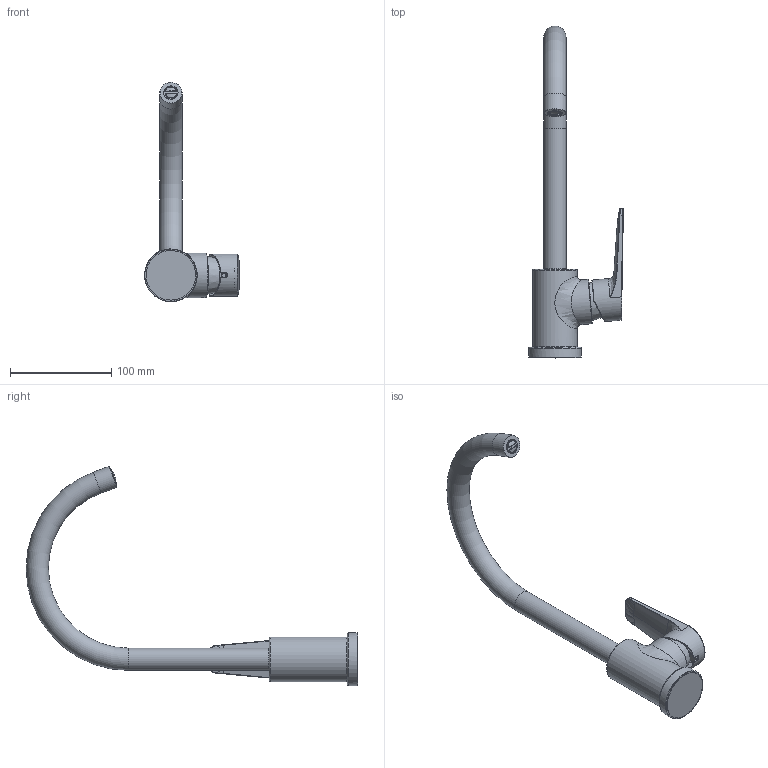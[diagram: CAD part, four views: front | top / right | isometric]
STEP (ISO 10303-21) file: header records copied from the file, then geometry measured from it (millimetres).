
FILE_DESCRIPTION(/* description */ (''),/* implementation_level */ '2;1');
FILE_NAME(/* name */ '3D-Z411-04-L6-CH.stp',/* time_stamp */ '2018-08-22T08:25:20-03:00',/* author */ ('mlarrea'),/* organization */ (''),/* preprocessor_version */ 'ST-DEVELOPER v17',/* originating_system */ 'Autodesk Inventor 2018',/* authorisation */ '');
FILE_SCHEMA (('AUTOMOTIVE_DESIGN { 1 0 10303 214 3 1 1 }'));
Length unit declared in the file: millimetre
Products named in the file (1): Pieza3
Bounding box: 93.68 x 327.8 x 216.57 mm (x, y, z)
Volume: 356036.5 mm3; surface area: 63173.7 mm2
Topology: 2 solids, 2 shells, 357 faces, 959 edges, 618 vertices
Faces by surface type: plane 188, bspline 95, cylinder 43, sphere 18, torus 11, cone 2
Full cylindrical faces by diameter (mm): 5 x1, 14.106 x1, 18 x1, 22 x2, 42 x1, 44 x2, 49 x1, 52 x1
Entity records: 19033 total; most frequent: CARTESIAN_POINT 10395, ORIENTED_EDGE 1910, DIRECTION 1410, EDGE_CURVE 955, VERTEX_POINT 618, AXIS2_PLACEMENT_3D 485, LINE 440, VECTOR 440
